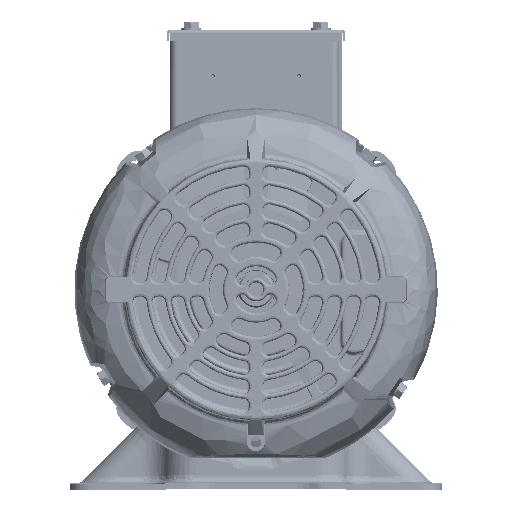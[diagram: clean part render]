
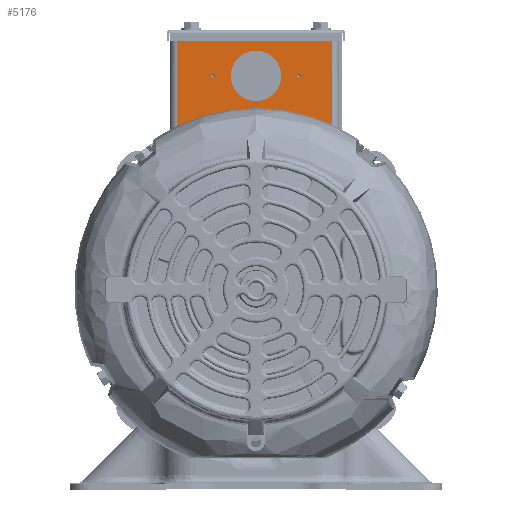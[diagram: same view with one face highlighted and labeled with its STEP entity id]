
A CAD part, top view. The second image highlights one B-rep face of the part: STEP entity #5176.
In plain terms, the highlighted planar face has unit normal (0, 0, 1).
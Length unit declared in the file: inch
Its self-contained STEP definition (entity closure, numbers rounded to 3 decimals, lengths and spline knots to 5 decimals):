
#1013 = ORIENTED_EDGE ( 'NONE', *, *, #52861, .F. ) ;
#4767 = ORIENTED_EDGE ( 'NONE', *, *, #179962, .F. ) ;
#4877 = AXIS2_PLACEMENT_3D ( 'NONE', #93867, #7915, #138397 ) ;
#5176 = ADVANCED_FACE ( 'NONE', ( #182932, #164854, #149128, #97462 ), #67340, .F. ) ;
#5349 = CARTESIAN_POINT ( 'NONE',  ( 0., 3.73, 8.61156 ) ) ;
#6226 = DIRECTION ( 'NONE',  ( 0., 0., 1. ) ) ;
#7915 = DIRECTION ( 'NONE',  ( 0., 0., 1. ) ) ;
#9023 = CARTESIAN_POINT ( 'NONE',  ( -0.78, 3.73, 8.61156 ) ) ;
#9592 = DIRECTION ( 'NONE',  ( 1., 0., 0. ) ) ;
#9993 = AXIS2_PLACEMENT_3D ( 'NONE', #5349, #77500, #105689 ) ;
#10040 = VERTEX_POINT ( 'NONE', #162761 ) ;
#11629 = ORIENTED_EDGE ( 'NONE', *, *, #101236, .F. ) ;
#16601 = CARTESIAN_POINT ( 'NONE',  ( -1.37, 4.42, 8.61156 ) ) ;
#17257 = AXIS2_PLACEMENT_3D ( 'NONE', #76412, #92673, #176915 ) ;
#17696 = CARTESIAN_POINT ( 'NONE',  ( 1.317, 4.42, 8.61156 ) ) ;
#24637 = AXIS2_PLACEMENT_3D ( 'NONE', #141259, #54694, #9592 ) ;
#26725 = CARTESIAN_POINT ( 'NONE',  ( 0., -0.14, 8.61156 ) ) ;
#28007 = VERTEX_POINT ( 'NONE', #134528 ) ;
#31697 = DIRECTION ( 'NONE',  ( 0., 1., 0. ) ) ;
#37913 = CARTESIAN_POINT ( 'NONE',  ( -1.5, 4.42, 8.61156 ) ) ;
#39768 = AXIS2_PLACEMENT_3D ( 'NONE', #37913, #165965, #173803 ) ;
#41072 = ORIENTED_EDGE ( 'NONE', *, *, #151389, .F. ) ;
#42071 = DIRECTION ( 'NONE',  ( 1., 0., 0. ) ) ;
#45306 = LINE ( 'NONE', #17696, #117096 ) ;
#47693 = CARTESIAN_POINT ( 'NONE',  ( -0.72, 3.73, 8.61156 ) ) ;
#49852 = CARTESIAN_POINT ( 'NONE',  ( 1.317, 4.42, 8.61156 ) ) ;
#49864 = EDGE_CURVE ( 'NONE', #138015, #80464, #45306, .T. ) ;
#52861 = EDGE_CURVE ( 'NONE', #98568, #138015, #179433, .T. ) ;
#53028 = ORIENTED_EDGE ( 'NONE', *, *, #49864, .F. ) ;
#53217 = EDGE_CURVE ( 'NONE', #87870, #134173, #78289, .T. ) ;
#53297 = DIRECTION ( 'NONE',  ( 0., 0., 1. ) ) ;
#53753 = CIRCLE ( 'NONE', #150282, 0.03 ) ;
#53854 = ORIENTED_EDGE ( 'NONE', *, *, #110276, .T. ) ;
#54694 = DIRECTION ( 'NONE',  ( 0., 0., 1. ) ) ;
#61176 = CARTESIAN_POINT ( 'NONE',  ( 0.72, 3.73, 8.61156 ) ) ;
#62182 = DIRECTION ( 'NONE',  ( 0., -1., 0. ) ) ;
#64842 = CIRCLE ( 'NONE', #9993, 0.44 ) ;
#65094 = CARTESIAN_POINT ( 'NONE',  ( 1.317, 2.62208, 8.61156 ) ) ;
#67340 = PLANE ( 'NONE',  #39768 ) ;
#68408 = CIRCLE ( 'NONE', #72580, 0.03 ) ;
#71945 = CIRCLE ( 'NONE', #158582, 3.06 ) ;
#72580 = AXIS2_PLACEMENT_3D ( 'NONE', #95388, #53297, #95990 ) ;
#76412 = CARTESIAN_POINT ( 'NONE',  ( 0., 3.73, 8.61156 ) ) ;
#77500 = DIRECTION ( 'NONE',  ( 0., 0., 1. ) ) ;
#78289 = CIRCLE ( 'NONE', #24637, 0.03 ) ;
#80464 = VERTEX_POINT ( 'NONE', #65094 ) ;
#82813 = ORIENTED_EDGE ( 'NONE', *, *, #185759, .F. ) ;
#84152 = CARTESIAN_POINT ( 'NONE',  ( -1.5, 4.42, 8.61156 ) ) ;
#87567 = VERTEX_POINT ( 'NONE', #167760 ) ;
#87870 = VERTEX_POINT ( 'NONE', #47693 ) ;
#87944 = LINE ( 'NONE', #16601, #164334 ) ;
#92673 = DIRECTION ( 'NONE',  ( 0., 0., 1. ) ) ;
#93867 = CARTESIAN_POINT ( 'NONE',  ( -0.75, 3.73, 8.61156 ) ) ;
#95388 = CARTESIAN_POINT ( 'NONE',  ( 0.75, 3.73, 8.61156 ) ) ;
#95990 = DIRECTION ( 'NONE',  ( 1., 0., 0. ) ) ;
#97274 = CIRCLE ( 'NONE', #4877, 0.03 ) ;
#97399 = VERTEX_POINT ( 'NONE', #116174 ) ;
#97462 = FACE_BOUND ( 'NONE', #130653, .T. ) ;
#98568 = VERTEX_POINT ( 'NONE', #141876 ) ;
#100091 = DIRECTION ( 'NONE',  ( 0., 0., -1. ) ) ;
#101236 = EDGE_CURVE ( 'NONE', #97399, #98568, #87944, .T. ) ;
#105152 = ORIENTED_EDGE ( 'NONE', *, *, #173164, .F. ) ;
#105689 = DIRECTION ( 'NONE',  ( 1., 0., 0. ) ) ;
#109747 = VECTOR ( 'NONE', #42071, 39.37008 ) ;
#110276 = EDGE_CURVE ( 'NONE', #97399, #80464, #71945, .T. ) ;
#111833 = ORIENTED_EDGE ( 'NONE', *, *, #53217, .F. ) ;
#111883 = EDGE_CURVE ( 'NONE', #168780, #10040, #53753, .T. ) ;
#116174 = CARTESIAN_POINT ( 'NONE',  ( -1.37, 2.59618, 8.61156 ) ) ;
#117096 = VECTOR ( 'NONE', #62182, 39.37008 ) ;
#122861 = CARTESIAN_POINT ( 'NONE',  ( 0.75, 3.73, 8.61156 ) ) ;
#124857 = EDGE_LOOP ( 'NONE', ( #53028, #1013, #11629, #53854 ) ) ;
#130653 = EDGE_LOOP ( 'NONE', ( #105152, #173018 ) ) ;
#134173 = VERTEX_POINT ( 'NONE', #9023 ) ;
#134528 = CARTESIAN_POINT ( 'NONE',  ( -0.44, 3.73, 8.61156 ) ) ;
#138015 = VERTEX_POINT ( 'NONE', #49852 ) ;
#138397 = DIRECTION ( 'NONE',  ( 1., 0., 0. ) ) ;
#141259 = CARTESIAN_POINT ( 'NONE',  ( -0.75, 3.73, 8.61156 ) ) ;
#141876 = CARTESIAN_POINT ( 'NONE',  ( -1.37, 4.42, 8.61156 ) ) ;
#148894 = EDGE_LOOP ( 'NONE', ( #111833, #41072 ) ) ;
#149128 = FACE_BOUND ( 'NONE', #148894, .T. ) ;
#150282 = AXIS2_PLACEMENT_3D ( 'NONE', #122861, #6226, #178288 ) ;
#151389 = EDGE_CURVE ( 'NONE', #134173, #87870, #97274, .T. ) ;
#158582 = AXIS2_PLACEMENT_3D ( 'NONE', #26725, #100091, #170448 ) ;
#162761 = CARTESIAN_POINT ( 'NONE',  ( 0.78, 3.73, 8.61156 ) ) ;
#164334 = VECTOR ( 'NONE', #31697, 39.37008 ) ;
#164854 = FACE_BOUND ( 'NONE', #185902, .T. ) ;
#165965 = DIRECTION ( 'NONE',  ( 0., 0., -1. ) ) ;
#167760 = CARTESIAN_POINT ( 'NONE',  ( 0.44, 3.73, 8.61156 ) ) ;
#168780 = VERTEX_POINT ( 'NONE', #61176 ) ;
#170448 = DIRECTION ( 'NONE',  ( -1., 0., 0. ) ) ;
#173018 = ORIENTED_EDGE ( 'NONE', *, *, #111883, .F. ) ;
#173164 = EDGE_CURVE ( 'NONE', #10040, #168780, #68408, .T. ) ;
#173803 = DIRECTION ( 'NONE',  ( -1., 0., 0. ) ) ;
#176915 = DIRECTION ( 'NONE',  ( 1., 0., 0. ) ) ;
#178288 = DIRECTION ( 'NONE',  ( 1., 0., 0. ) ) ;
#179433 = LINE ( 'NONE', #84152, #109747 ) ;
#179962 = EDGE_CURVE ( 'NONE', #87567, #28007, #64842, .T. ) ;
#182932 = FACE_OUTER_BOUND ( 'NONE', #124857, .T. ) ;
#184172 = CIRCLE ( 'NONE', #17257, 0.44 ) ;
#185759 = EDGE_CURVE ( 'NONE', #28007, #87567, #184172, .T. ) ;
#185902 = EDGE_LOOP ( 'NONE', ( #4767, #82813 ) ) ;
